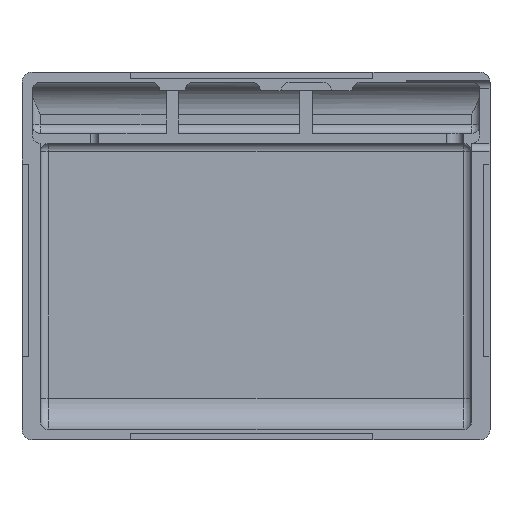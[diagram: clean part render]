
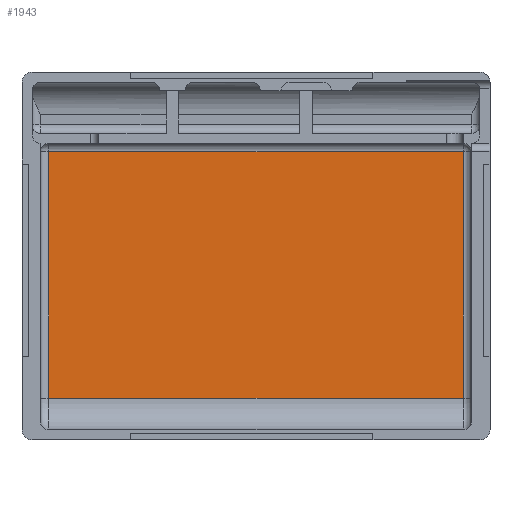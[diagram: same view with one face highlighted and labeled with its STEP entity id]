
A CAD part, top view. The second image highlights one B-rep face of the part: STEP entity #1943.
In plain terms, the highlighted planar face has unit normal (0, 0, 1).
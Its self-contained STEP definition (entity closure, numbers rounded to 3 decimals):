
#135=FACE_OUTER_BOUND('',#243,.T.);
#243=EDGE_LOOP('',(#1599,#1600,#1601,#1602));
#509=LINE('',#3225,#709);
#513=LINE('',#3242,#713);
#515=LINE('',#3252,#715);
#517=LINE('',#3257,#717);
#709=VECTOR('',#2525,10.);
#713=VECTOR('',#2549,10.);
#715=VECTOR('',#2563,10.);
#717=VECTOR('',#2571,10.);
#913=VERTEX_POINT('',#3218);
#915=VERTEX_POINT('',#3223);
#918=VERTEX_POINT('',#3238);
#920=VERTEX_POINT('',#3248);
#1154=EDGE_CURVE('',#915,#913,#509,.T.);
#1164=EDGE_CURVE('',#913,#918,#513,.T.);
#1169=EDGE_CURVE('',#918,#920,#515,.T.);
#1171=EDGE_CURVE('',#920,#915,#517,.T.);
#1599=ORIENTED_EDGE('',*,*,#1169,.F.);
#1600=ORIENTED_EDGE('',*,*,#1164,.F.);
#1601=ORIENTED_EDGE('',*,*,#1154,.F.);
#1602=ORIENTED_EDGE('',*,*,#1171,.F.);
#1855=PLANE('',#2113);
#1943=ADVANCED_FACE('',(#135),#1855,.T.);
#2113=AXIS2_PLACEMENT_3D('',#3256,#2569,#2570);
#2525=DIRECTION('',(0.,1.,0.));
#2549=DIRECTION('',(1.,0.,0.));
#2563=DIRECTION('',(0.,-1.,0.));
#2569=DIRECTION('center_axis',(0.,0.,1.));
#2570=DIRECTION('ref_axis',(1.,0.,0.));
#2571=DIRECTION('',(-1.,0.,0.));
#3218=CARTESIAN_POINT('',(3.2,34.5,0.8));
#3223=CARTESIAN_POINT('',(3.2,5.,0.8));
#3225=CARTESIAN_POINT('',(3.2,20.175,0.8));
#3238=CARTESIAN_POINT('',(52.8,34.5,0.8));
#3242=CARTESIAN_POINT('',(14.6,34.5,0.8));
#3248=CARTESIAN_POINT('',(52.8,5.,0.8));
#3252=CARTESIAN_POINT('',(52.8,20.175,0.8));
#3256=CARTESIAN_POINT('Origin',(28.,22.,0.8));
#3257=CARTESIAN_POINT('',(14.,5.,0.8));
